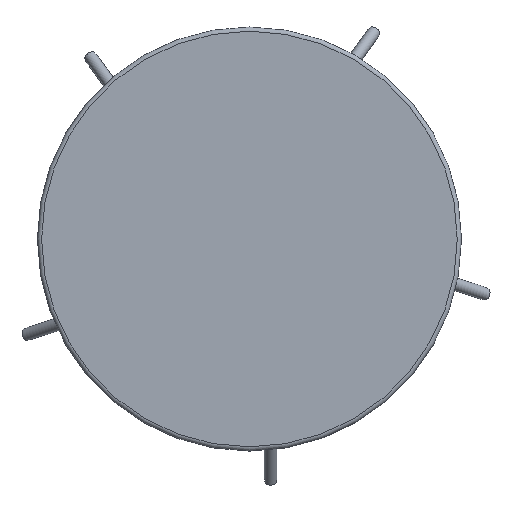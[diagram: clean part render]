
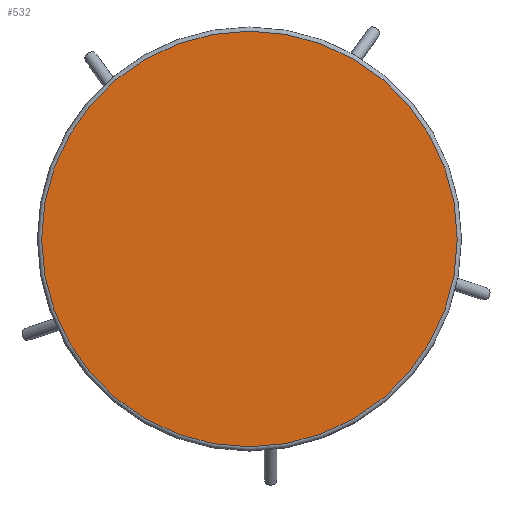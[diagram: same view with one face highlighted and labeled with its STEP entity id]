
A CAD part, top view. The second image highlights one B-rep face of the part: STEP entity #532.
In plain terms, the highlighted planar face has unit normal (0, 0, 1).
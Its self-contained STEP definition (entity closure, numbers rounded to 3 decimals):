
#59=PLANE('',#586);
#124=FACE_OUTER_BOUND('',#157,.T.);
#157=EDGE_LOOP('',(#368));
#190=CIRCLE('',#584,49.);
#217=VERTEX_POINT('',#865);
#275=EDGE_CURVE('',#217,#217,#190,.T.);
#368=ORIENTED_EDGE('',*,*,#275,.F.);
#532=ADVANCED_FACE('',(#124),#59,.T.);
#584=AXIS2_PLACEMENT_3D('',#866,#681,#682);
#586=AXIS2_PLACEMENT_3D('',#868,#685,#686);
#681=DIRECTION('center_axis',(0.,0.,-1.));
#682=DIRECTION('ref_axis',(1.,0.,0.));
#685=DIRECTION('center_axis',(0.,0.,1.));
#686=DIRECTION('ref_axis',(1.,0.,0.));
#865=CARTESIAN_POINT('',(-49.,0.,85.));
#866=CARTESIAN_POINT('Origin',(0.,0.,85.));
#868=CARTESIAN_POINT('Origin',(0.,0.,85.));
